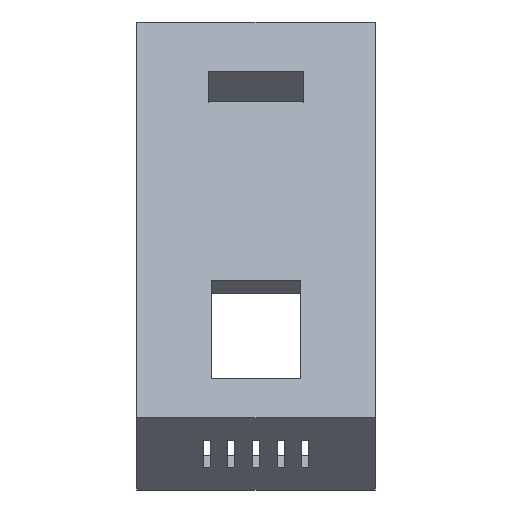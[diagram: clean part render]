
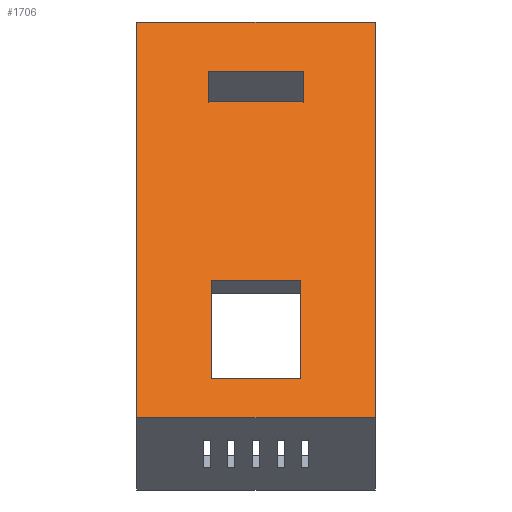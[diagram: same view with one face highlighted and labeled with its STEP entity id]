
A CAD part, top view. The second image highlights one B-rep face of the part: STEP entity #1706.
In plain terms, the highlighted planar face has unit normal (0, 0.707, 0.707).
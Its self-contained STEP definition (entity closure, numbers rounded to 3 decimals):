
#49=FACE_BOUND('',#334,.T.);
#50=FACE_BOUND('',#335,.T.);
#135=PLANE('',#1807);
#219=FACE_OUTER_BOUND('',#333,.T.);
#333=EDGE_LOOP('',(#1602,#1603,#1604,#1605));
#334=EDGE_LOOP('',(#1606,#1607,#1608,#1609));
#335=EDGE_LOOP('',(#1610,#1611,#1612,#1613));
#368=LINE('',#2302,#584);
#371=LINE('',#2307,#587);
#373=LINE('',#2311,#589);
#375=LINE('',#2314,#591);
#376=LINE('',#2318,#592);
#379=LINE('',#2323,#595);
#381=LINE('',#2327,#597);
#383=LINE('',#2330,#599);
#549=LINE('',#2681,#765);
#552=LINE('',#2686,#768);
#554=LINE('',#2691,#770);
#555=LINE('',#2693,#771);
#584=VECTOR('',#1875,10.);
#587=VECTOR('',#1880,10.);
#589=VECTOR('',#1884,10.);
#591=VECTOR('',#1888,10.);
#592=VECTOR('',#1891,10.);
#595=VECTOR('',#1896,10.);
#597=VECTOR('',#1900,10.);
#599=VECTOR('',#1904,10.);
#765=VECTOR('',#2208,10.);
#768=VECTOR('',#2213,10.);
#770=VECTOR('',#2219,10.);
#771=VECTOR('',#2222,10.);
#798=VERTEX_POINT('',#2300);
#799=VERTEX_POINT('',#2301);
#800=VERTEX_POINT('',#2306);
#801=VERTEX_POINT('',#2310);
#802=VERTEX_POINT('',#2316);
#803=VERTEX_POINT('',#2317);
#804=VERTEX_POINT('',#2322);
#805=VERTEX_POINT('',#2326);
#920=VERTEX_POINT('',#2678);
#921=VERTEX_POINT('',#2680);
#922=VERTEX_POINT('',#2684);
#923=VERTEX_POINT('',#2689);
#958=EDGE_CURVE('',#798,#799,#368,.T.);
#961=EDGE_CURVE('',#800,#798,#371,.T.);
#963=EDGE_CURVE('',#801,#800,#373,.T.);
#965=EDGE_CURVE('',#799,#801,#375,.T.);
#966=EDGE_CURVE('',#802,#803,#376,.T.);
#969=EDGE_CURVE('',#804,#802,#379,.T.);
#971=EDGE_CURVE('',#805,#804,#381,.T.);
#973=EDGE_CURVE('',#803,#805,#383,.T.);
#1147=EDGE_CURVE('',#920,#921,#549,.T.);
#1150=EDGE_CURVE('',#922,#920,#552,.T.);
#1152=EDGE_CURVE('',#923,#922,#554,.T.);
#1153=EDGE_CURVE('',#923,#921,#555,.T.);
#1602=ORIENTED_EDGE('',*,*,#1153,.T.);
#1603=ORIENTED_EDGE('',*,*,#1147,.F.);
#1604=ORIENTED_EDGE('',*,*,#1150,.F.);
#1605=ORIENTED_EDGE('',*,*,#1152,.F.);
#1606=ORIENTED_EDGE('',*,*,#966,.T.);
#1607=ORIENTED_EDGE('',*,*,#973,.T.);
#1608=ORIENTED_EDGE('',*,*,#971,.T.);
#1609=ORIENTED_EDGE('',*,*,#969,.T.);
#1610=ORIENTED_EDGE('',*,*,#958,.T.);
#1611=ORIENTED_EDGE('',*,*,#965,.T.);
#1612=ORIENTED_EDGE('',*,*,#963,.T.);
#1613=ORIENTED_EDGE('',*,*,#961,.T.);
#1706=ADVANCED_FACE('',(#219,#49,#50),#135,.T.);
#1807=AXIS2_PLACEMENT_3D('',#2694,#2223,#2224);
#1875=DIRECTION('',(0.,0.707,-0.707));
#1880=DIRECTION('',(-1.,0.,0.));
#1884=DIRECTION('',(0.,-0.707,0.707));
#1888=DIRECTION('',(1.,0.,0.));
#1891=DIRECTION('',(0.,0.707,-0.707));
#1896=DIRECTION('',(-1.,0.,0.));
#1900=DIRECTION('',(0.,-0.707,0.707));
#1904=DIRECTION('',(1.,0.,0.));
#2208=DIRECTION('',(0.,-0.707,0.707));
#2213=DIRECTION('',(1.,0.,0.));
#2219=DIRECTION('',(0.,0.707,-0.707));
#2222=DIRECTION('',(1.,0.,0.));
#2223=DIRECTION('center_axis',(0.,0.707,0.707));
#2224=DIRECTION('ref_axis',(0.,-0.707,0.707));
#2300=CARTESIAN_POINT('',(-6.4,19.799,73.485));
#2301=CARTESIAN_POINT('',(-6.4,33.729,59.555));
#2302=CARTESIAN_POINT('',(-6.4,45.255,48.029));
#2306=CARTESIAN_POINT('',(6.4,19.799,73.485));
#2307=CARTESIAN_POINT('',(3.2,19.799,73.485));
#2310=CARTESIAN_POINT('',(6.4,33.729,59.555));
#2311=CARTESIAN_POINT('',(6.4,52.22,41.064));
#2314=CARTESIAN_POINT('',(-3.2,33.729,59.555));
#2316=CARTESIAN_POINT('',(-6.825,59.291,33.993));
#2317=CARTESIAN_POINT('',(-6.825,63.64,29.645));
#2318=CARTESIAN_POINT('',(-6.825,65.001,28.283));
#2322=CARTESIAN_POINT('',(6.825,59.291,33.993));
#2323=CARTESIAN_POINT('',(3.413,59.291,33.993));
#2326=CARTESIAN_POINT('',(6.825,63.64,29.645));
#2327=CARTESIAN_POINT('',(6.825,67.175,26.109));
#2330=CARTESIAN_POINT('',(-3.413,63.64,29.645));
#2678=CARTESIAN_POINT('',(17.,70.711,22.574));
#2680=CARTESIAN_POINT('',(17.,14.142,79.142));
#2681=CARTESIAN_POINT('',(17.,14.142,79.142));
#2684=CARTESIAN_POINT('',(-17.,70.711,22.574));
#2686=CARTESIAN_POINT('',(0.,70.711,22.574));
#2689=CARTESIAN_POINT('',(-17.,14.142,79.142));
#2691=CARTESIAN_POINT('',(-17.,14.142,79.142));
#2693=CARTESIAN_POINT('',(0.,14.142,79.142));
#2694=CARTESIAN_POINT('Origin',(0.,70.711,22.574));
